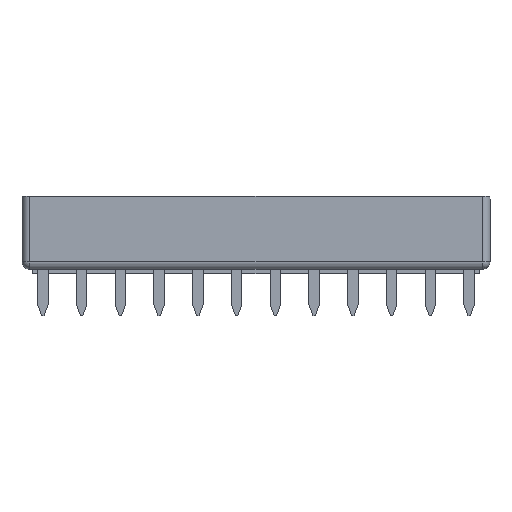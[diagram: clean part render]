
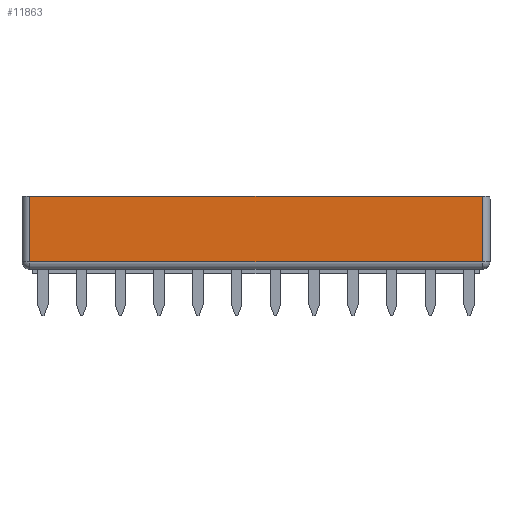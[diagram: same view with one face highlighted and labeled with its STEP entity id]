
A CAD part, front view. The second image highlights one B-rep face of the part: STEP entity #11863.
In plain terms, the highlighted planar face has unit normal (0, -1, 0).
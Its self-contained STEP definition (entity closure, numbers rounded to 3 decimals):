
#11863=ADVANCED_FACE('',(#22243),#22245,.T.);
#22243=FACE_BOUND('',#22244,.T.);
#22244=EDGE_LOOP('',(#28982,#28983,#28984,#28985));
#22245=PLANE('',#22246);
#22246=AXIS2_PLACEMENT_3D('',#22247,#22248,#22249);
#22247=CARTESIAN_POINT('',(29.31,-1.19,0.3));
#22248=DIRECTION('',(0.,-1.,0.));
#22249=DIRECTION('',(0.,0.,1.));
#28982=ORIENTED_EDGE('',*,*,#32616,.T.);
#28983=ORIENTED_EDGE('',*,*,#32617,.T.);
#28984=ORIENTED_EDGE('',*,*,#32618,.F.);
#28985=ORIENTED_EDGE('',*,*,#32619,.F.);
#32616=EDGE_CURVE('',#37475,#37476,#37477,.T.);
#32617=EDGE_CURVE('',#37476,#37478,#37479,.T.);
#32618=EDGE_CURVE('',#37480,#37478,#37481,.T.);
#32619=EDGE_CURVE('',#37475,#37480,#37482,.T.);
#37475=VERTEX_POINT('',#48845);
#37476=VERTEX_POINT('',#48846);
#37477=LINE('',#48847,#48848);
#37478=VERTEX_POINT('',#48850);
#37479=LINE('',#48851,#48852);
#37480=VERTEX_POINT('',#48854);
#37481=LINE('',#48855,#48856);
#37482=LINE('',#48858,#48859);
#48845=CARTESIAN_POINT('',(28.81,-1.19,0.8));
#48846=CARTESIAN_POINT('',(28.81,-1.19,5.1));
#48847=CARTESIAN_POINT('',(28.81,-1.19,0.8));
#48848=VECTOR('',#48849,1.);
#48849=DIRECTION('',(0.,0.,1.));
#48850=CARTESIAN_POINT('',(-0.87,-1.19,5.1));
#48851=CARTESIAN_POINT('',(28.81,-1.19,5.1));
#48852=VECTOR('',#48853,1.);
#48853=DIRECTION('',(-1.,0.,0.));
#48854=CARTESIAN_POINT('',(-0.87,-1.19,0.8));
#48855=CARTESIAN_POINT('',(-0.87,-1.19,0.8));
#48856=VECTOR('',#48857,1.);
#48857=DIRECTION('',(0.,0.,1.));
#48858=CARTESIAN_POINT('',(28.81,-1.19,0.8));
#48859=VECTOR('',#48860,1.);
#48860=DIRECTION('',(-1.,0.,0.));
